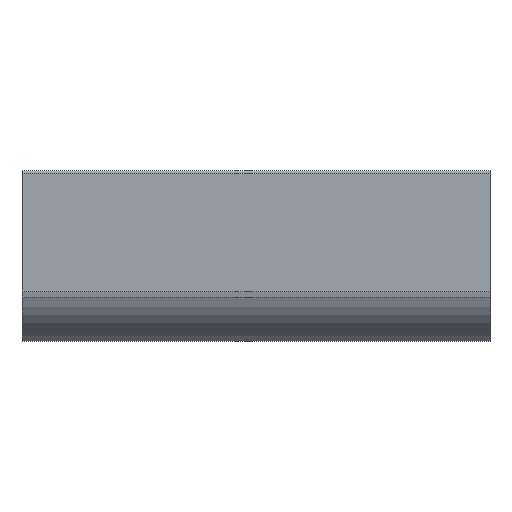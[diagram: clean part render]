
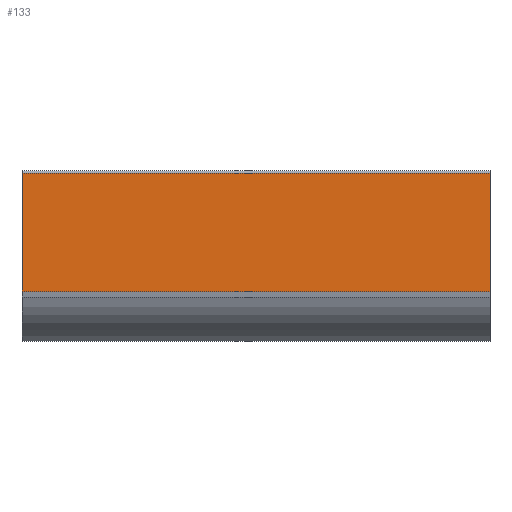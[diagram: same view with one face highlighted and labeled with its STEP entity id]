
A CAD part, top view. The second image highlights one B-rep face of the part: STEP entity #133.
In plain terms, the highlighted planar face has unit normal (0, 0, 1).
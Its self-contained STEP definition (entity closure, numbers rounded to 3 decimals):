
#41 = DIRECTION ( 'NONE',  ( 0., 0., 1. ) ) ;
#86 = AXIS2_PLACEMENT_3D ( 'NONE', #1667, #41, #1309 ) ;
#133 = ADVANCED_FACE ( 'NONE', ( #1515 ), #791, .T. ) ;
#320 = EDGE_CURVE ( 'NONE', #2118, #2153, #390, .T. ) ;
#340 = ORIENTED_EDGE ( 'NONE', *, *, #320, .T. ) ;
#390 = LINE ( 'NONE', #912, #580 ) ;
#580 = VECTOR ( 'NONE', #1980, 1000. ) ;
#611 = ORIENTED_EDGE ( 'NONE', *, *, #1650, .F. ) ;
#766 = DIRECTION ( 'NONE',  ( 0., -1., 0. ) ) ;
#791 = PLANE ( 'NONE',  #86 ) ;
#895 = VECTOR ( 'NONE', #1985, 1000. ) ;
#904 = ORIENTED_EDGE ( 'NONE', *, *, #1957, .T. ) ;
#912 = CARTESIAN_POINT ( 'NONE',  ( -100., -1.127, 14.236 ) ) ;
#937 = LINE ( 'NONE', #1672, #1784 ) ;
#1030 = VERTEX_POINT ( 'NONE', #1280 ) ;
#1120 = EDGE_CURVE ( 'NONE', #1030, #2153, #1882, .T. ) ;
#1191 = CARTESIAN_POINT ( 'NONE',  ( -100., 24.873, 14.236 ) ) ;
#1280 = CARTESIAN_POINT ( 'NONE',  ( 0., 24.873, 14.236 ) ) ;
#1308 = CARTESIAN_POINT ( 'NONE',  ( 0., -1.127, 14.236 ) ) ;
#1309 = DIRECTION ( 'NONE',  ( 0., -1., 0. ) ) ;
#1515 = FACE_OUTER_BOUND ( 'NONE', #2071, .T. ) ;
#1624 = CARTESIAN_POINT ( 'NONE',  ( -100., 0., 14.236 ) ) ;
#1650 = EDGE_CURVE ( 'NONE', #2301, #1030, #937, .T. ) ;
#1667 = CARTESIAN_POINT ( 'NONE',  ( -100., 0., 14.236 ) ) ;
#1671 = CARTESIAN_POINT ( 'NONE',  ( 0., 0., 14.236 ) ) ;
#1672 = CARTESIAN_POINT ( 'NONE',  ( -100., 24.873, 14.236 ) ) ;
#1740 = VECTOR ( 'NONE', #766, 1000. ) ;
#1784 = VECTOR ( 'NONE', #1928, 1000. ) ;
#1813 = LINE ( 'NONE', #1624, #895 ) ;
#1877 = ORIENTED_EDGE ( 'NONE', *, *, #1120, .F. ) ;
#1882 = LINE ( 'NONE', #1671, #1740 ) ;
#1928 = DIRECTION ( 'NONE',  ( 1., 0., 0. ) ) ;
#1957 = EDGE_CURVE ( 'NONE', #2301, #2118, #1813, .T. ) ;
#1980 = DIRECTION ( 'NONE',  ( 1., 0., 0. ) ) ;
#1985 = DIRECTION ( 'NONE',  ( 0., -1., 0. ) ) ;
#2071 = EDGE_LOOP ( 'NONE', ( #1877, #611, #904, #340 ) ) ;
#2118 = VERTEX_POINT ( 'NONE', #2161 ) ;
#2153 = VERTEX_POINT ( 'NONE', #1308 ) ;
#2161 = CARTESIAN_POINT ( 'NONE',  ( -100., -1.127, 14.236 ) ) ;
#2301 = VERTEX_POINT ( 'NONE', #1191 ) ;
